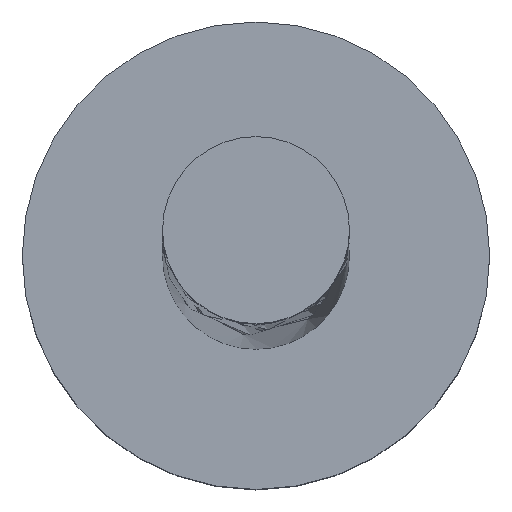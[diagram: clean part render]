
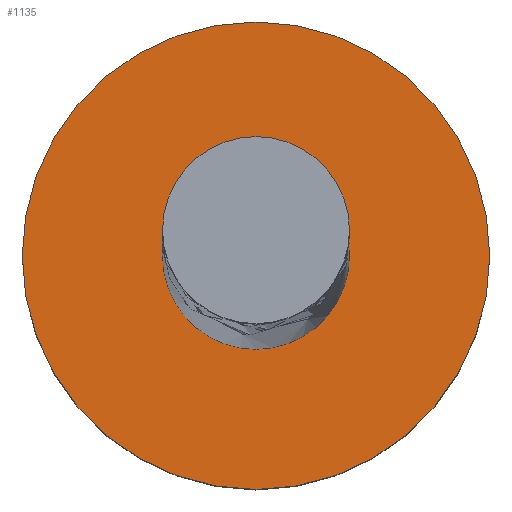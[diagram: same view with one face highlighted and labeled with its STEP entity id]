
A CAD part, top view. The second image highlights one B-rep face of the part: STEP entity #1135.
In plain terms, the highlighted planar face has unit normal (0, 0, 1).
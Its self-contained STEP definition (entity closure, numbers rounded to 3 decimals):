
#43 = FACE_OUTER_BOUND ( 'NONE', #927, .T. ) ;
#49 = ORIENTED_EDGE ( 'NONE', *, *, #844, .T. ) ;
#123 = DIRECTION ( 'NONE',  ( 0., 0., 1. ) ) ;
#161 = FACE_BOUND ( 'NONE', #812, .T. ) ;
#175 = CARTESIAN_POINT ( 'NONE',  ( -1., 0., 3. ) ) ;
#195 = CARTESIAN_POINT ( 'NONE',  ( 0., 0., 3. ) ) ;
#200 = EDGE_CURVE ( 'NONE', #474, #1534, #1365, .T. ) ;
#218 = CIRCLE ( 'NONE', #1512, 1. ) ;
#222 = CARTESIAN_POINT ( 'NONE',  ( 1., 0., 3. ) ) ;
#242 = CIRCLE ( 'NONE', #1489, 1. ) ;
#273 = VERTEX_POINT ( 'NONE', #222 ) ;
#337 = EDGE_CURVE ( 'NONE', #1465, #273, #242, .T. ) ;
#358 = DIRECTION ( 'NONE',  ( 0., 0., 1. ) ) ;
#474 = VERTEX_POINT ( 'NONE', #611 ) ;
#518 = ORIENTED_EDGE ( 'NONE', *, *, #337, .F. ) ;
#543 = ORIENTED_EDGE ( 'NONE', *, *, #200, .T. ) ;
#567 = CARTESIAN_POINT ( 'NONE',  ( 2.5, 0., 3. ) ) ;
#568 = CIRCLE ( 'NONE', #1367, 2.5 ) ;
#611 = CARTESIAN_POINT ( 'NONE',  ( -2.5, 0., 3. ) ) ;
#647 = DIRECTION ( 'NONE',  ( 0., 0., 1. ) ) ;
#655 = DIRECTION ( 'NONE',  ( 0., 0., 1. ) ) ;
#745 = CARTESIAN_POINT ( 'NONE',  ( 0., 0., 3. ) ) ;
#752 = DIRECTION ( 'NONE',  ( 1., 0., 0. ) ) ;
#812 = EDGE_LOOP ( 'NONE', ( #518, #1381 ) ) ;
#825 = DIRECTION ( 'NONE',  ( 1., 0., 0. ) ) ;
#844 = EDGE_CURVE ( 'NONE', #1534, #474, #568, .T. ) ;
#873 = PLANE ( 'NONE',  #1242 ) ;
#907 = AXIS2_PLACEMENT_3D ( 'NONE', #1517, #123, #1177 ) ;
#927 = EDGE_LOOP ( 'NONE', ( #543, #49 ) ) ;
#948 = EDGE_CURVE ( 'NONE', #273, #1465, #218, .T. ) ;
#993 = DIRECTION ( 'NONE',  ( 1., 0., 0. ) ) ;
#1062 = CARTESIAN_POINT ( 'NONE',  ( 0., 0., 3. ) ) ;
#1125 = DIRECTION ( 'NONE',  ( 1., 0., 0. ) ) ;
#1135 = ADVANCED_FACE ( 'NONE', ( #161, #43 ), #873, .T. ) ;
#1177 = DIRECTION ( 'NONE',  ( 1., 0., 0. ) ) ;
#1242 = AXIS2_PLACEMENT_3D ( 'NONE', #745, #1342, #752 ) ;
#1342 = DIRECTION ( 'NONE',  ( 0., 0., 1. ) ) ;
#1365 = CIRCLE ( 'NONE', #907, 2.5 ) ;
#1367 = AXIS2_PLACEMENT_3D ( 'NONE', #1483, #655, #993 ) ;
#1381 = ORIENTED_EDGE ( 'NONE', *, *, #948, .F. ) ;
#1465 = VERTEX_POINT ( 'NONE', #175 ) ;
#1483 = CARTESIAN_POINT ( 'NONE',  ( 0., 0., 3. ) ) ;
#1489 = AXIS2_PLACEMENT_3D ( 'NONE', #1062, #358, #825 ) ;
#1512 = AXIS2_PLACEMENT_3D ( 'NONE', #195, #647, #1125 ) ;
#1517 = CARTESIAN_POINT ( 'NONE',  ( 0., 0., 3. ) ) ;
#1534 = VERTEX_POINT ( 'NONE', #567 ) ;
